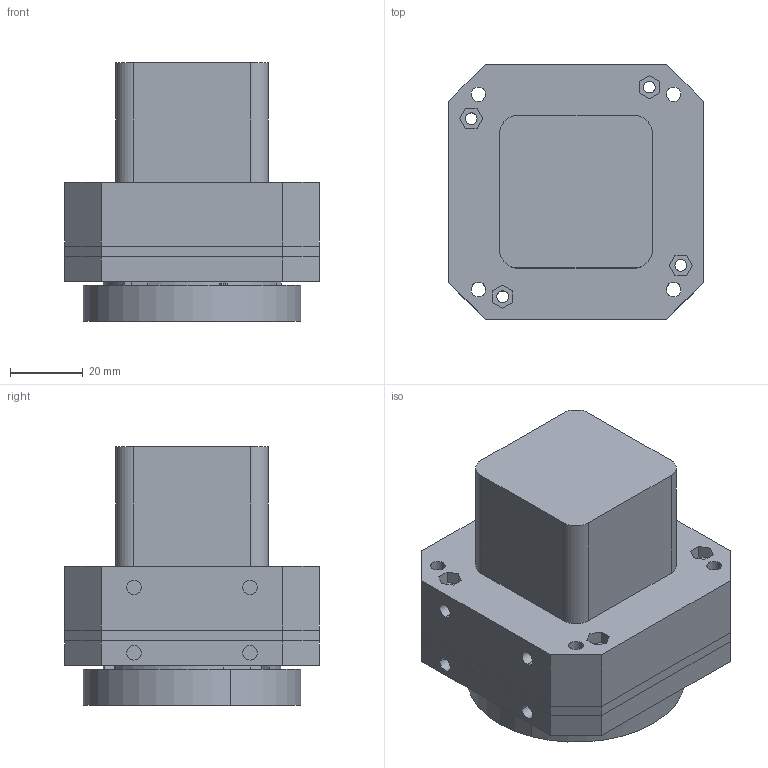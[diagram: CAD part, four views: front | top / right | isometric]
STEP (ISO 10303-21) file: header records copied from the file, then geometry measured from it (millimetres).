
FILE_DESCRIPTION (( 'STEP AP214' ), '1' );
FILE_NAME ('GearboxWolfrom_V01.STEP', '2022-10-22T16:23:57', ( '' ), ( '' ), 'SwSTEP 2.0', 'SolidWorks 2019', '' );
FILE_SCHEMA (( 'AUTOMOTIVE_DESIGN' ));
Length unit declared in the file: millimetre
Products named in the file (13): BG_Abtrieb_Planeten; PlanetentraegerOben; A3_BasisZK_74Z_gross_planeten; A3_Planet_gross_Planeten; Mittelteil_Planeten; MotorNEMA17; KugellagerRillen_6709_55x45x6; GearboxWolfrom_V01; BG_PlanetmitLagern; KugellagerRillen_MR128_12x8x3p5; Oberteil_Planeten; AbtriebOben_Planeten; A3_Sonne_gross_Planeten
Assembly tree (14 placements, depth 4):
  GearboxWolfrom_V01
    A3_BasisZK_74Z_gross_planeten
    MotorNEMA17
    Oberteil_Planeten
    KugellagerRillen_6709_55x45x6
    A3_Sonne_gross_Planeten
    BG_Abtrieb_Planeten
      AbtriebOben_Planeten
      PlanetentraegerOben  x2
      BG_PlanetmitLagern
        A3_Planet_gross_Planeten
        KugellagerRillen_MR128_12x8x3p5  x2
    Mittelteil_Planeten
Bounding box: 70 x 70 x 71.25 mm (x, y, z)
Volume: 176232.2 mm3; surface area: 73284.4 mm2
Topology: 13 solids, 13 shells, 1204 faces, 3263 edges, 2150 vertices
Faces by surface type: bspline 425, plane 354, cylinder 345, cone 80
Entity records: 49649 total; most frequent: CARTESIAN_POINT 22701, ORIENTED_EDGE 6158, DIRECTION 4360, EDGE_CURVE 3079, VERTEX_POINT 2030, LINE 1518, VECTOR 1518, AXIS2_PLACEMENT_3D 1421
